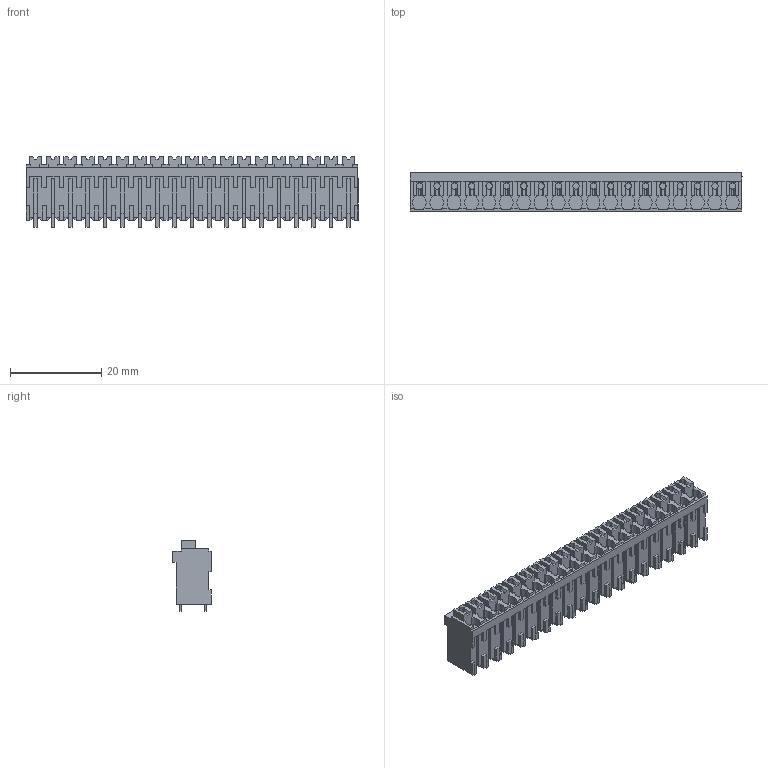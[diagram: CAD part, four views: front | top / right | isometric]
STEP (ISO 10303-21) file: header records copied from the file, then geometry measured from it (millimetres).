
FILE_DESCRIPTION(('CATIA V5 STEP Exchange','CAx-IF Rec.Pracs.--- Model Styling and Organization---1.2---2011-12-15'),'2;1');
FILE_NAME ('D1457862_0_1870080000_1870080000.stp','2018-03-20T06:44:54+00:00',('none'),('Weidmueller'),'CATIA Version 5-6 Release 2014','CATIA V5 STEP AP214','none');
FILE_SCHEMA(('AUTOMOTIVE_DESIGN { 1 0 10303 214 1 1 1 1 }'));
Length unit declared in the file: millimetre
Products named in the file (1): 1870080000
Bounding box: 72.78 x 8.5 x 15.45 mm (x, y, z)
Volume: 5853.6 mm3; surface area: 6150.1 mm2
Topology: 58 solids, 58 shells, 1403 faces, 3965 edges, 2678 vertices
Faces by surface type: plane 1327, cylinder 76
Entity records: 43243 total; most frequent: CARTESIAN_POINT 8226, ORIENTED_EDGE 7930, DIRECTION 5621, EDGE_CURVE 3965, VECTOR 3661, LINE 3661, VERTEX_POINT 2678, ADVANCED_FACE 1403
